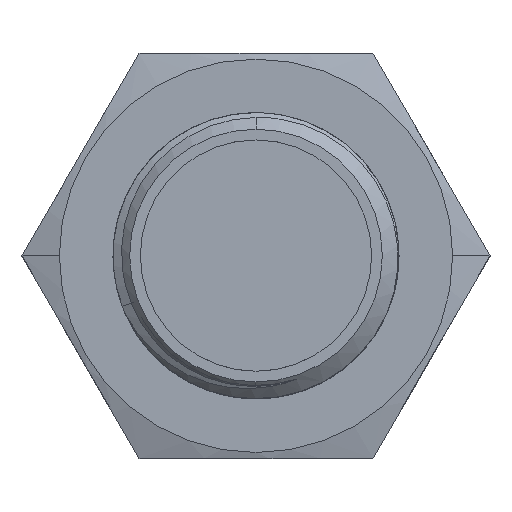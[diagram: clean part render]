
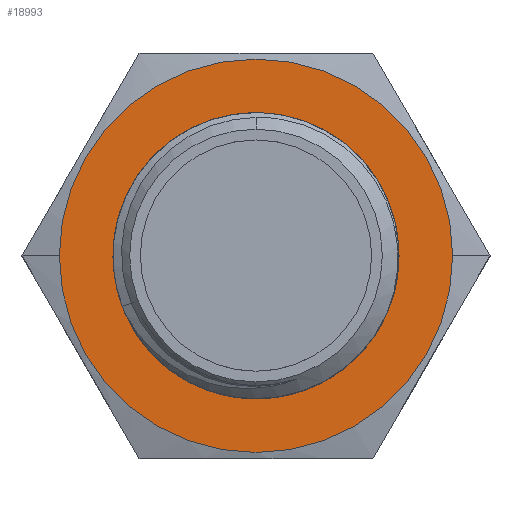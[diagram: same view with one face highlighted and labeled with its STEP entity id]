
A CAD part, top view. The second image highlights one B-rep face of the part: STEP entity #18993.
In plain terms, the highlighted planar face has unit normal (0, 0, 1).
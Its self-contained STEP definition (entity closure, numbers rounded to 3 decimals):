
#7949=CARTESIAN_POINT('',(0.,0.,1.7));
#7950=DIRECTION('',(0.,0.,-1.));
#7951=DIRECTION('',(-1.,0.,0.));
#7952=AXIS2_PLACEMENT_3D('',#7949,#7950,#7951);
#7954=CARTESIAN_POINT('',(0.,0.,1.7));
#7955=DIRECTION('',(0.,0.,-1.));
#7956=DIRECTION('',(1.,0.,0.));
#7957=AXIS2_PLACEMENT_3D('',#7954,#7955,#7956);
#7959=CARTESIAN_POINT('',(0.,0.,1.7));
#7960=DIRECTION('',(0.,0.,-1.));
#7961=DIRECTION('',(-0.911,-0.413,0.));
#7962=AXIS2_PLACEMENT_3D('',#7959,#7960,#7961);
#8034=CARTESIAN_POINT('',(0.,0.,1.7));
#8035=DIRECTION('',(0.,0.,-1.));
#8036=DIRECTION('',(0.911,-0.413,0.));
#8037=AXIS2_PLACEMENT_3D('',#8034,#8035,#8036);
#8039=CARTESIAN_POINT('',(-5.464,-2.478,1.7));
#12072=CARTESIAN_POINT('',(-8.25,0.,1.7));
#12073=VERTEX_POINT('',#12072);
#12074=CARTESIAN_POINT('',(8.25,0.,1.7));
#12075=VERTEX_POINT('',#12074);
#12081=CARTESIAN_POINT('',(5.465,-2.476,1.7));
#12083=VERTEX_POINT('',#12081);
#12084=VERTEX_POINT('',#8039);
#18978=CARTESIAN_POINT('',(0.,0.,1.7));
#18979=DIRECTION('',(0.,0.,1.));
#18980=DIRECTION('',(1.,0.,0.));
#18981=AXIS2_PLACEMENT_3D('',#18978,#18979,#18980);
#18982=PLANE('',#18981);
#18983=ORIENTED_EDGE('',*,*,#18965,.T.);
#18984=ORIENTED_EDGE('',*,*,#18939,.T.);
#18985=EDGE_LOOP('',(#18983,#18984));
#18986=FACE_OUTER_BOUND('',#18985,.F.);
#18988=ORIENTED_EDGE('',*,*,#18987,.F.);
#18990=ORIENTED_EDGE('',*,*,#18989,.F.);
#18991=EDGE_LOOP('',(#18988,#18990));
#18992=FACE_BOUND('',#18991,.F.);
#18993=ADVANCED_FACE('',(#18986,#18992),#18982,.T.);
#7953=CIRCLE('',#7952,8.25);
#7958=CIRCLE('',#7957,8.25);
#7963=CIRCLE('',#7962,6.);
#8038=CIRCLE('',#8037,6.);
#18939=EDGE_CURVE('',#12075,#12073,#7958,.T.);
#18965=EDGE_CURVE('',#12073,#12075,#7953,.T.);
#18987=EDGE_CURVE('',#12084,#12083,#7963,.T.);
#18989=EDGE_CURVE('',#12083,#12084,#8038,.T.);
